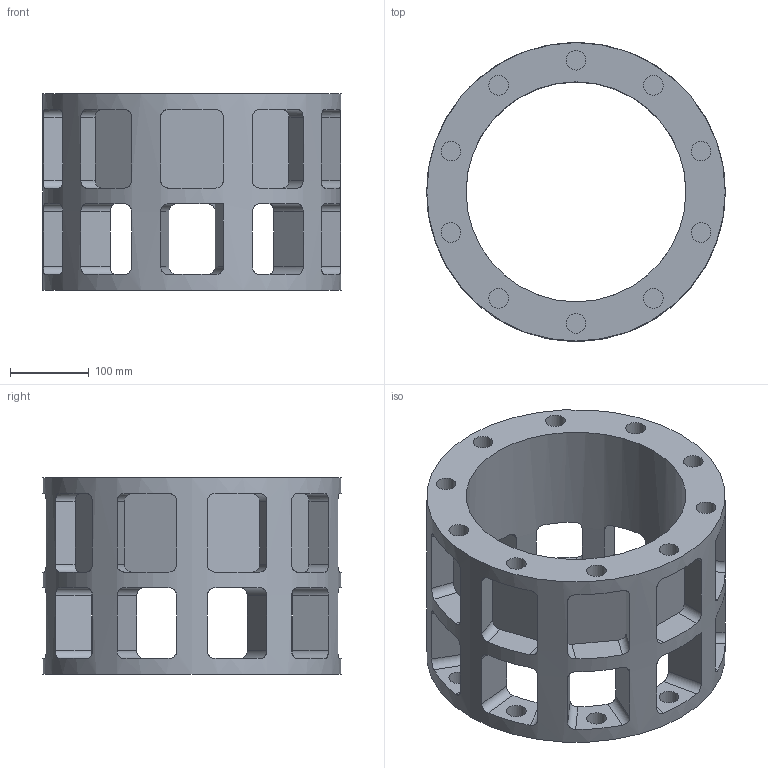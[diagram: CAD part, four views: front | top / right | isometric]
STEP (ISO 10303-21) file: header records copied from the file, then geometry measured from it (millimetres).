
FILE_DESCRIPTION(/* description */ (''),/* implementation_level */ '2;1');
FILE_NAME(/* name */ 'entretoise moyeux v4.step',/* time_stamp */ '2022-05-24T10:49:21+02:00',/* author */ (''),/* organization */ (''),/* preprocessor_version */ 'ST-DEVELOPER v18.1',/* originating_system */ 'Autodesk Translation Framework v10.14.0.1471',/* authorisation */ '');
FILE_SCHEMA (('AUTOMOTIVE_DESIGN { 1 0 10303 214 3 1 1 }'));
Length unit declared in the file: millimetre
Products named in the file (1): entretoise moyeux
Bounding box: 380 x 380 x 250 mm (x, y, z)
Volume: 6994576.9 mm3; surface area: 770544.4 mm2
Topology: 1 solids, 1 shells, 193 faces, 563 edges, 372 vertices
Faces by surface type: cylinder 101, plane 92
Full cylindrical faces by diameter (mm): 25 x20, 280 x1, 380 x1
Entity records: 7377 total; most frequent: CARTESIAN_POINT 2191, ORIENTED_EDGE 1126, DIRECTION 987, EDGE_CURVE 563, VERTEX_POINT 372, AXIS2_PLACEMENT_3D 348, LINE 291, VECTOR 291
